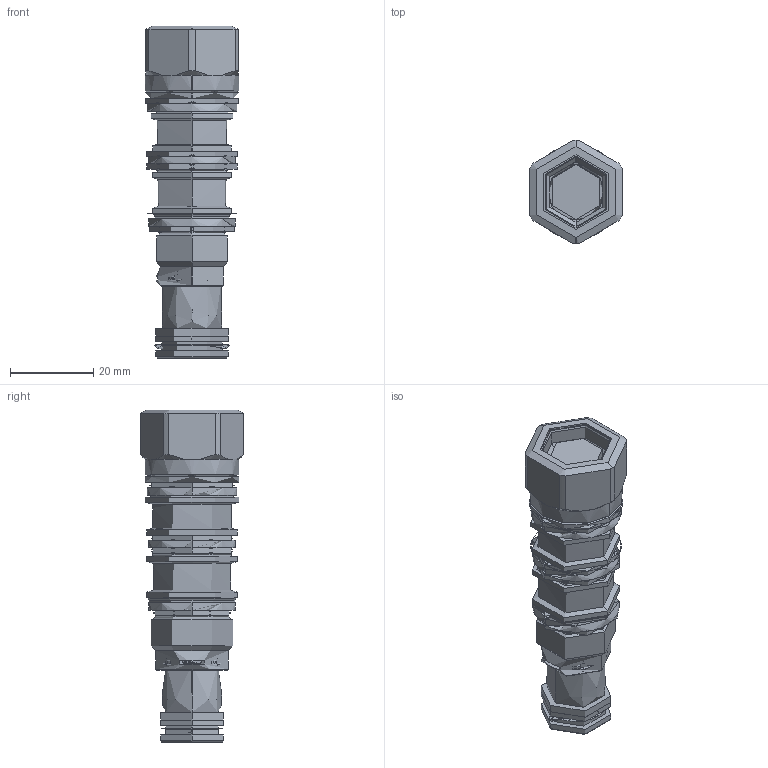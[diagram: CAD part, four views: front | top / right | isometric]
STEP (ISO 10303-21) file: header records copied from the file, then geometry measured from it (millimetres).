
FILE_DESCRIPTION((''),'2;1');
FILE_NAME('DKDR8HN_SW','2021-11-23T15:16:29',('charlief'),(''),'CREO PARAMETRIC BY PTC INC, 2021072','CREO PARAMETRIC BY PTC INC, 2021072','');
FILE_SCHEMA(('CONFIG_CONTROL_DESIGN'));
Length unit declared in the file: inch
Products named in the file (1): DKDR8HN_SW
Bounding box: 22.53 x 24.84 x 79.95 mm (x, y, z)
Topology: 0 solids, 0 shells, 379 faces, 1948 edges, 1916 vertices
Faces by surface type: cylinder 152, plane 85, cone 64, torus 46, bspline 18, revolution 14
Entity records: 31929 total; most frequent: CARTESIAN_POINT 14654, DIRECTION 3168, TRIMMED_CURVE 2025, DEFINITIONAL_REPRESENTATION 1884, PCURVE 1884, COMPOSITE_CURVE_SEGMENT 1884, VECTOR 1590, LINE 1590
